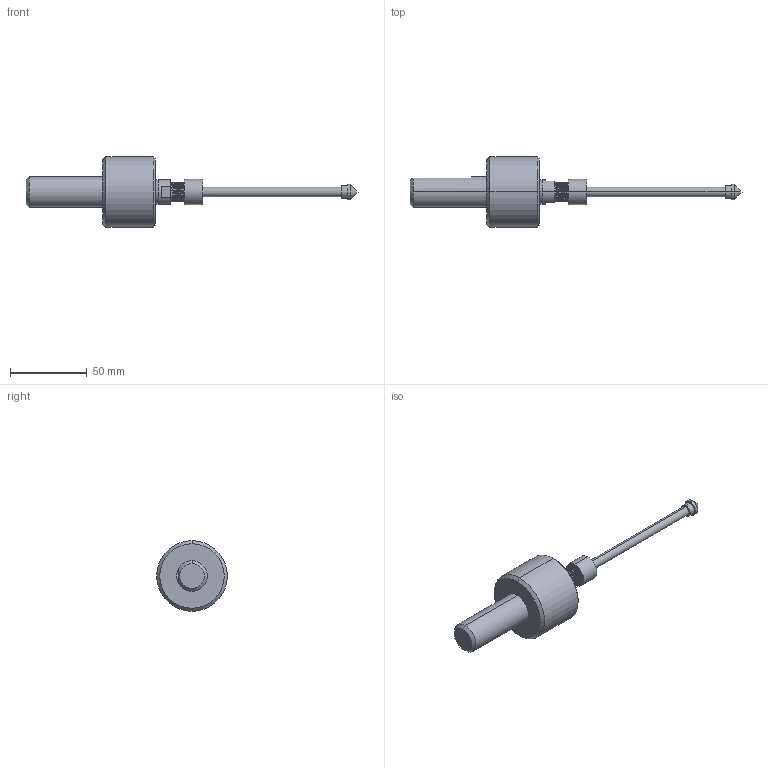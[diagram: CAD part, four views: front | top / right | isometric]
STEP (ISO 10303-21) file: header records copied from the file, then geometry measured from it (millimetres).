
FILE_DESCRIPTION (( 'STEP AP214' ), '1' );
FILE_NAME ('FDT_Long.STP', '2013-12-17T15:13:17', ( '' ), ( '' ), 'SwSTEP 2.0', 'SolidWorks 2012', '' );
FILE_SCHEMA (( 'AUTOMOTIVE_DESIGN' ));
Length unit declared in the file: millimetre
Products named in the file (1): FDT_Long
Bounding box: 216 x 46 x 46 mm (x, y, z)
Surface area: 19232.8 mm2 (no closed solid volume)
Topology: 0 solids, 5 shells, 98 faces, 255 edges, 165 vertices
Faces by surface type: cylinder 66, plane 16, cone 14, bspline 2
Entity records: 6214 total; most frequent: CARTESIAN_POINT 2924, ORIENTED_EDGE 485, DIRECTION 434, EDGE_CURVE 253, AXIS2_PLACEMENT_3D 170, VERTEX_POINT 165, EDGE_LOOP 108, UNCERTAINTY_MEASURE_WITH_UNIT 100
